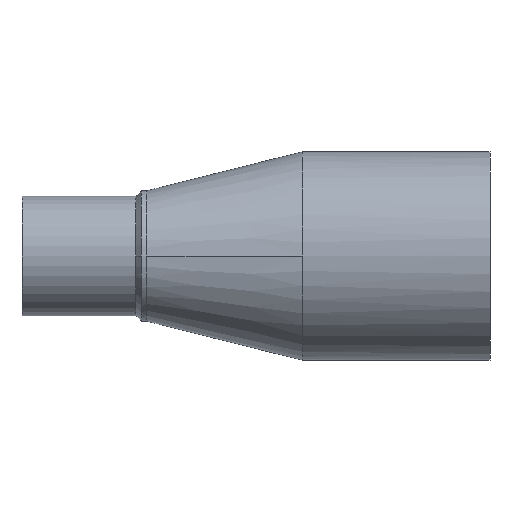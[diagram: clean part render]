
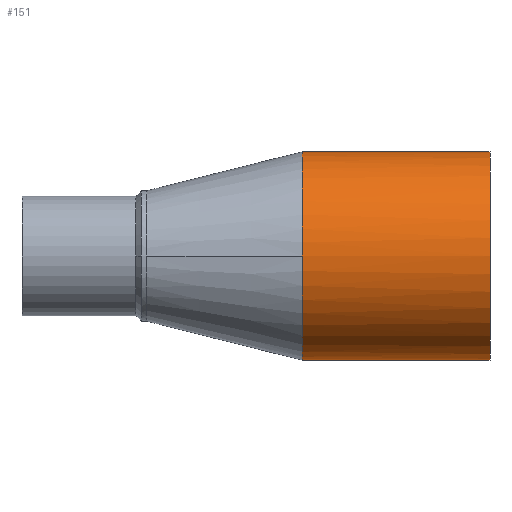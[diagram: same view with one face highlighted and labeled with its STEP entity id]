
A CAD part, front view. The second image highlights one B-rep face of the part: STEP entity #151.
In plain terms, the highlighted cylindrical face has radius 55 mm (diameter 110 mm), a partial arc.
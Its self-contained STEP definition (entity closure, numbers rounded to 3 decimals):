
#135 = VERTEX_POINT( '', #365 );
#139 = EDGE_CURVE( '', #265, #279, #369, .T. );
#151 = ADVANCED_FACE( '', ( #384 ), #385, .T. );
#165 = EDGE_CURVE( '', #279, #135, #400, .T. );
#199 = EDGE_CURVE( '', #289, #265, #436, .T. );
#255 = EDGE_CURVE( '', #325, #289, #495, .T. );
#265 = VERTEX_POINT( '', #505 );
#279 = VERTEX_POINT( '', #522 );
#289 = VERTEX_POINT( '', #535 );
#325 = VERTEX_POINT( '', #573 );
#327 = EDGE_CURVE( '', #135, #325, #575, .T. );
#365 = CARTESIAN_POINT( '', ( 247., 0., 55. ) );
#369 = LINE( '', #630, #631 );
#384 = FACE_OUTER_BOUND( '', #910, .T. );
#385 = CYLINDRICAL_SURFACE( '', #911, 55. );
#400 = CIRCLE( '', #950, 55. );
#436 = B_SPLINE_CURVE_WITH_KNOTS( '', 3, ( #1291, #1292, #1293, #1294, #1295, #1296, #1297, #1298, #1299, #1300, #1301 ), .UNSPECIFIED., .F., .F., ( 4, 1, 1, 1, 1, 1, 1, 1, 4 ), ( 3.142, 3.338, 3.534, 3.731, 3.927, 4.123, 4.32, 4.516, 4.712 ), .UNSPECIFIED. );
#495 = B_SPLINE_CURVE_WITH_KNOTS( '', 3, ( #1485, #1486, #1487, #1488, #1489, #1490, #1491, #1492, #1493, #1494, #1495 ), .UNSPECIFIED., .F., .F., ( 4, 1, 1, 1, 1, 1, 1, 1, 4 ), ( 1.571, 1.767, 1.963, 2.16, 2.356, 2.553, 2.749, 2.945, 3.142 ), .UNSPECIFIED. );
#505 = CARTESIAN_POINT( '', ( 148., 0., -55. ) );
#522 = CARTESIAN_POINT( '', ( 247., 0., -55. ) );
#535 = CARTESIAN_POINT( '', ( 148., -55., 0. ) );
#573 = CARTESIAN_POINT( '', ( 148., 0., 55. ) );
#575 = LINE( '', #1888, #1889 );
#630 = CARTESIAN_POINT( '', ( 148., 0., -55. ) );
#631 = VECTOR( '', #2191, 1. );
#910 = EDGE_LOOP( '', ( #2223, #2224, #2225, #2226, #2227 ) );
#911 = AXIS2_PLACEMENT_3D( '', #2228, #2229, #2230 );
#950 = AXIS2_PLACEMENT_3D( '', #2244, #2245, #2246 );
#1291 = CARTESIAN_POINT( '', ( 148., -55., 0. ) );
#1292 = CARTESIAN_POINT( '', ( 148., -55., -3.6 ) );
#1293 = CARTESIAN_POINT( '', ( 148., -54.291, -10.799 ) );
#1294 = CARTESIAN_POINT( '', ( 148., -51.141, -21.183 ) );
#1295 = CARTESIAN_POINT( '', ( 148., -46.026, -30.753 ) );
#1296 = CARTESIAN_POINT( '', ( 148., -39.142, -39.142 ) );
#1297 = CARTESIAN_POINT( '', ( 148., -30.753, -46.026 ) );
#1298 = CARTESIAN_POINT( '', ( 148., -21.183, -51.141 ) );
#1299 = CARTESIAN_POINT( '', ( 148., -10.799, -54.291 ) );
#1300 = CARTESIAN_POINT( '', ( 148., -3.6, -55. ) );
#1301 = CARTESIAN_POINT( '', ( 148., 0., -55. ) );
#1485 = CARTESIAN_POINT( '', ( 148., 0., 55. ) );
#1486 = CARTESIAN_POINT( '', ( 148., -3.6, 55. ) );
#1487 = CARTESIAN_POINT( '', ( 148., -10.799, 54.291 ) );
#1488 = CARTESIAN_POINT( '', ( 148., -21.183, 51.141 ) );
#1489 = CARTESIAN_POINT( '', ( 148., -30.753, 46.026 ) );
#1490 = CARTESIAN_POINT( '', ( 148., -39.142, 39.142 ) );
#1491 = CARTESIAN_POINT( '', ( 148., -46.026, 30.753 ) );
#1492 = CARTESIAN_POINT( '', ( 148., -51.141, 21.183 ) );
#1493 = CARTESIAN_POINT( '', ( 148., -54.291, 10.799 ) );
#1494 = CARTESIAN_POINT( '', ( 148., -55., 3.6 ) );
#1495 = CARTESIAN_POINT( '', ( 148., -55., 0. ) );
#1888 = CARTESIAN_POINT( '', ( 148., 0., 55. ) );
#1889 = VECTOR( '', #2390, 1. );
#2191 = DIRECTION( '', ( 1., 0., 0. ) );
#2223 = ORIENTED_EDGE( '', *, *, #139, .T. );
#2224 = ORIENTED_EDGE( '', *, *, #165, .T. );
#2225 = ORIENTED_EDGE( '', *, *, #327, .T. );
#2226 = ORIENTED_EDGE( '', *, *, #255, .T. );
#2227 = ORIENTED_EDGE( '', *, *, #199, .T. );
#2228 = CARTESIAN_POINT( '', ( 148., 0., 0. ) );
#2229 = DIRECTION( '', ( -1., 0., 0. ) );
#2230 = DIRECTION( '', ( 0., 0., -1. ) );
#2244 = CARTESIAN_POINT( '', ( 247., 0., 0. ) );
#2245 = DIRECTION( '', ( -1., 0., 0. ) );
#2246 = DIRECTION( '', ( 0., 0., -1. ) );
#2390 = DIRECTION( '', ( -1., 0., 0. ) );
